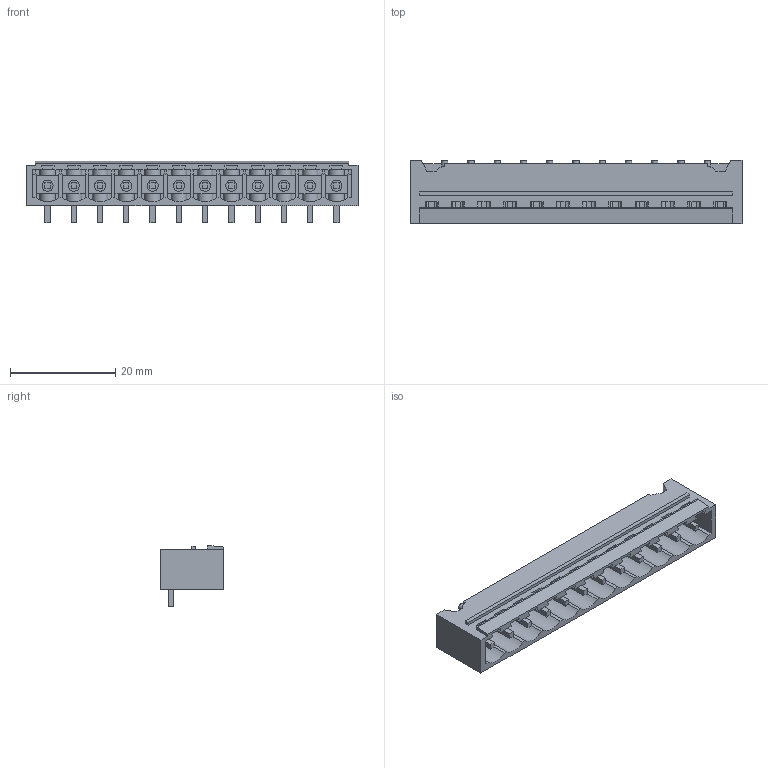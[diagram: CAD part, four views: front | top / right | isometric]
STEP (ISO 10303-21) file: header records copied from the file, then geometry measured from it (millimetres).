
FILE_DESCRIPTION(('CATIA V5 STEP Exchange','CAx-IF Rec.Pracs.--- Model Styling and Organization---1.2---2011-12-15'),'2;1');
FILE_NAME ('7592419_2_1840220000_1840220000.stp','2018-03-08T10:42:48+00:00',('none'),('Weidmueller'),'CATIA Version 5-6 Release 2014','CATIA V5 STEP AP214','none');
FILE_SCHEMA(('AUTOMOTIVE_DESIGN { 1 0 10303 214 1 1 1 1 }'));
Length unit declared in the file: millimetre
Products named in the file (1): 1840220000
Bounding box: 63.2 x 12 x 11.63 mm (x, y, z)
Volume: 2332.8 mm3; surface area: 5633.8 mm2
Topology: 13 solids, 13 shells, 963 faces, 2945 edges, 1986 vertices
Faces by surface type: plane 789, cylinder 154, extrusion 20
Entity records: 30447 total; most frequent: CARTESIAN_POINT 6170, ORIENTED_EDGE 5890, DIRECTION 3729, EDGE_CURVE 2945, VECTOR 2395, LINE 2375, VERTEX_POINT 1986, EDGE_LOOP 989
